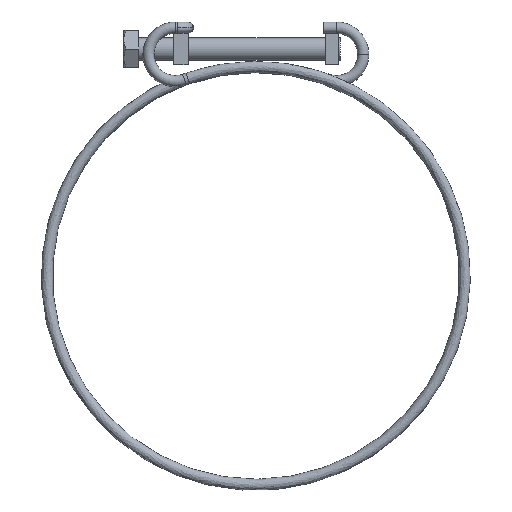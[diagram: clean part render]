
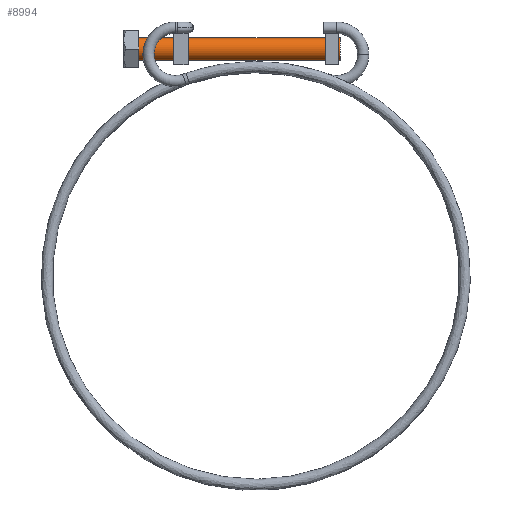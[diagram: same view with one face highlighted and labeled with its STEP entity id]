
A CAD part, top view. The second image highlights one B-rep face of the part: STEP entity #8994.
In plain terms, the highlighted cylindrical face has radius 3 mm (diameter 6 mm), a partial arc.
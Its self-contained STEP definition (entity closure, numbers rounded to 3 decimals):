
#265 = ORIENTED_EDGE ( 'NONE', *, *, #1486, .F. ) ;
#621 = CARTESIAN_POINT ( 'NONE',  ( 22.609, 57.8, 0. ) ) ;
#694 = CIRCLE ( 'NONE', #7553, 3. ) ;
#774 = ORIENTED_EDGE ( 'NONE', *, *, #4626, .T. ) ;
#1429 = VERTEX_POINT ( 'NONE', #621 ) ;
#1486 = EDGE_CURVE ( 'NONE', #9018, #1429, #694, .T. ) ;
#1542 = CARTESIAN_POINT ( 'NONE',  ( -31.391, 57.8, 0. ) ) ;
#1653 = AXIS2_PLACEMENT_3D ( 'NONE', #8145, #1892, #1845 ) ;
#1759 = VECTOR ( 'NONE', #2629, 1000. ) ;
#1845 = DIRECTION ( 'NONE',  ( 0., 1., 0. ) ) ;
#1877 = CARTESIAN_POINT ( 'NONE',  ( 22.609, 60.8, 0. ) ) ;
#1892 = DIRECTION ( 'NONE',  ( 1., 0., 0. ) ) ;
#2056 = ORIENTED_EDGE ( 'NONE', *, *, #3576, .F. ) ;
#2549 = DIRECTION ( 'NONE',  ( 1., 0., 0. ) ) ;
#2629 = DIRECTION ( 'NONE',  ( -1., 0., 0. ) ) ;
#2765 = VECTOR ( 'NONE', #8883, 1000. ) ;
#3316 = LINE ( 'NONE', #8793, #2765 ) ;
#3576 = EDGE_CURVE ( 'NONE', #1429, #8374, #3316, .T. ) ;
#4493 = CYLINDRICAL_SURFACE ( 'NONE', #8224, 3. ) ;
#4549 = FACE_OUTER_BOUND ( 'NONE', #8243, .T. ) ;
#4626 = EDGE_CURVE ( 'NONE', #9018, #6451, #8069, .T. ) ;
#5086 = DIRECTION ( 'NONE',  ( -1., 0., 0. ) ) ;
#5223 = CARTESIAN_POINT ( 'NONE',  ( 22.609, 60.8, 0. ) ) ;
#5817 = DIRECTION ( 'NONE',  ( 0., -1., 0. ) ) ;
#6451 = VERTEX_POINT ( 'NONE', #7953 ) ;
#7340 = EDGE_CURVE ( 'NONE', #6451, #8374, #8787, .T. ) ;
#7553 = AXIS2_PLACEMENT_3D ( 'NONE', #1877, #2549, #8084 ) ;
#7953 = CARTESIAN_POINT ( 'NONE',  ( -31.391, 63.8, 0. ) ) ;
#8069 = LINE ( 'NONE', #8564, #1759 ) ;
#8084 = DIRECTION ( 'NONE',  ( 0., 1., 0. ) ) ;
#8145 = CARTESIAN_POINT ( 'NONE',  ( -31.391, 60.8, 0. ) ) ;
#8224 = AXIS2_PLACEMENT_3D ( 'NONE', #5223, #5086, #5817 ) ;
#8243 = EDGE_LOOP ( 'NONE', ( #265, #774, #8429, #2056 ) ) ;
#8374 = VERTEX_POINT ( 'NONE', #1542 ) ;
#8429 = ORIENTED_EDGE ( 'NONE', *, *, #7340, .T. ) ;
#8564 = CARTESIAN_POINT ( 'NONE',  ( 22.609, 63.8, 0. ) ) ;
#8602 = CARTESIAN_POINT ( 'NONE',  ( 22.609, 63.8, 0. ) ) ;
#8787 = CIRCLE ( 'NONE', #1653, 3. ) ;
#8793 = CARTESIAN_POINT ( 'NONE',  ( 22.609, 57.8, 0. ) ) ;
#8883 = DIRECTION ( 'NONE',  ( -1., 0., 0. ) ) ;
#8994 = ADVANCED_FACE ( 'NONE', ( #4549 ), #4493, .T. ) ;
#9018 = VERTEX_POINT ( 'NONE', #8602 ) ;
